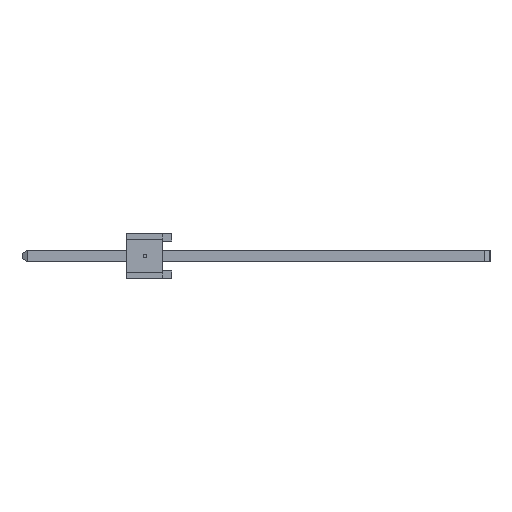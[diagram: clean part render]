
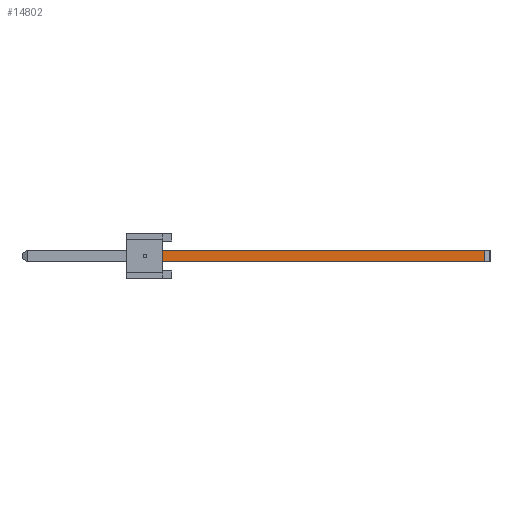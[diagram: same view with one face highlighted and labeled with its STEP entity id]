
A CAD part, left-side view. The second image highlights one B-rep face of the part: STEP entity #14802.
In plain terms, the highlighted planar face has unit normal (-1, 0, 0).
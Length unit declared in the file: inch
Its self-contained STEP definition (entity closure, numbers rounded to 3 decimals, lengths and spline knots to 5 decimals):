
#3183=ORIENTED_EDGE('',*,*,#5835,.F.);
#3184=ORIENTED_EDGE('',*,*,#5753,.F.);
#3185=ORIENTED_EDGE('',*,*,#5836,.F.);
#3186=ORIENTED_EDGE('',*,*,#5674,.T.);
#5674=EDGE_CURVE('',#7198,#7197,#9036,.T.);
#5753=EDGE_CURVE('',#7261,#7262,#9115,.T.);
#5835=EDGE_CURVE('',#7262,#7197,#9197,.T.);
#5836=EDGE_CURVE('',#7198,#7261,#9198,.T.);
#7197=VERTEX_POINT('',#22579);
#7198=VERTEX_POINT('',#22581);
#7261=VERTEX_POINT('',#22739);
#7262=VERTEX_POINT('',#22740);
#9036=LINE('',#22580,#11102);
#9115=LINE('',#22738,#11181);
#9197=LINE('',#22901,#11263);
#9198=LINE('',#22902,#11264);
#11102=VECTOR('',#18489,39.37008);
#11181=VECTOR('',#18600,39.37008);
#11263=VECTOR('',#18716,39.37008);
#11264=VECTOR('',#18717,39.37008);
#12284=EDGE_LOOP('',(#3183,#3184,#3185,#3186));
#13156=FACE_BOUND('',#12284,.T.);
#13995=PLANE('',#15636);
#14802=ADVANCED_FACE('',(#13156),#13995,.F.);
#15636=AXIS2_PLACEMENT_3D('',#22900,#18714,#18715);
#18489=DIRECTION('',(0.,-1.,0.));
#18600=DIRECTION('',(0.,-1.,0.));
#18714=DIRECTION('',(1.,0.,0.));
#18715=DIRECTION('',(0.,0.,-1.));
#18716=DIRECTION('',(0.,0.,-1.));
#18717=DIRECTION('',(0.,0.,1.));
#22579=CARTESIAN_POINT('',(-0.7625,0.012,-0.0125));
#22580=CARTESIAN_POINT('',(-0.7625,1.03,-0.0125));
#22581=CARTESIAN_POINT('',(-0.7625,0.75,-0.0125));
#22738=CARTESIAN_POINT('',(-0.7625,1.03,0.0125));
#22739=CARTESIAN_POINT('',(-0.7625,0.75,0.0125));
#22740=CARTESIAN_POINT('',(-0.7625,0.012,0.0125));
#22900=CARTESIAN_POINT('',(-0.7625,1.03,0.0125));
#22901=CARTESIAN_POINT('',(-0.7625,0.012,0.0125));
#22902=CARTESIAN_POINT('',(-0.7625,0.75,0.0125));
